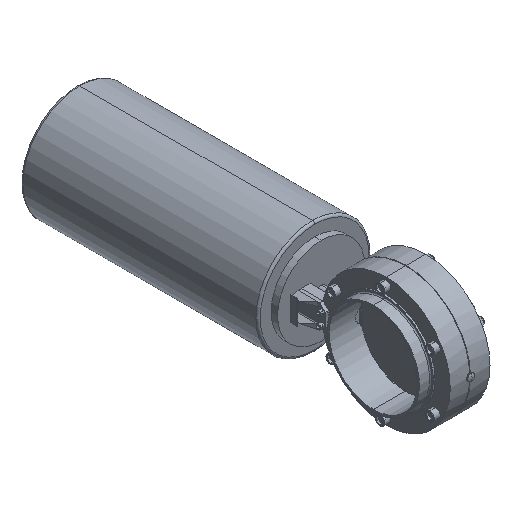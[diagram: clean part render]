
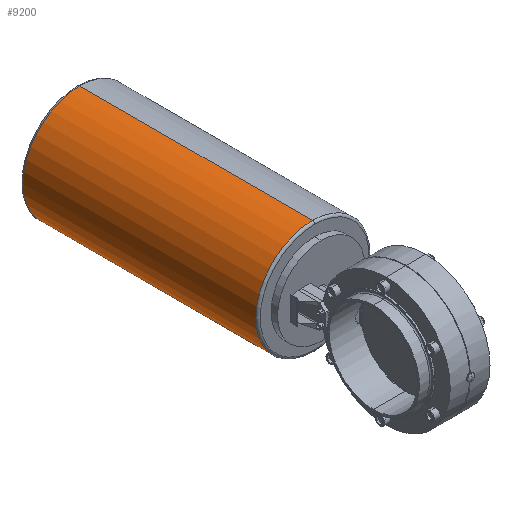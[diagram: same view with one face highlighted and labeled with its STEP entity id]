
A CAD part, isometric view. The second image highlights one B-rep face of the part: STEP entity #9200.
In plain terms, the highlighted cylindrical face has radius 52 mm (diameter 104 mm), a partial arc.
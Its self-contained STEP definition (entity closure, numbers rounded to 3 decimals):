
#69 = AXIS2_PLACEMENT_3D ( 'NONE', #7569, #3088, #8570 ) ;
#151 = DIRECTION ( 'NONE',  ( 0., -1., 0. ) ) ;
#328 = DIRECTION ( 'NONE',  ( 0., 0., 1. ) ) ;
#395 = EDGE_CURVE ( 'NONE', #4570, #4706, #9895, .T. ) ;
#420 = VERTEX_POINT ( 'NONE', #3971 ) ;
#989 = LINE ( 'NONE', #9206, #7864 ) ;
#1316 = ORIENTED_EDGE ( 'NONE', *, *, #5316, .T. ) ;
#1585 = CYLINDRICAL_SURFACE ( 'NONE', #4465, 52. ) ;
#1699 = FACE_OUTER_BOUND ( 'NONE', #8114, .T. ) ;
#2335 = CARTESIAN_POINT ( 'NONE',  ( 0., 299.85, 52. ) ) ;
#2577 = CARTESIAN_POINT ( 'NONE',  ( 0., 299.85, -52. ) ) ;
#2580 = ORIENTED_EDGE ( 'NONE', *, *, #8029, .F. ) ;
#2759 = ORIENTED_EDGE ( 'NONE', *, *, #395, .T. ) ;
#2935 = EDGE_CURVE ( 'NONE', #7101, #420, #6962, .T. ) ;
#3013 = LINE ( 'NONE', #5737, #7389 ) ;
#3088 = DIRECTION ( 'NONE',  ( 0., -1., 0. ) ) ;
#3246 = DIRECTION ( 'NONE',  ( 0., 1., 0. ) ) ;
#3971 = CARTESIAN_POINT ( 'NONE',  ( 0., 85.85, 52. ) ) ;
#4328 = DIRECTION ( 'NONE',  ( 0., -1., 0. ) ) ;
#4440 = CARTESIAN_POINT ( 'NONE',  ( 0., 301.85, 0. ) ) ;
#4465 = AXIS2_PLACEMENT_3D ( 'NONE', #4440, #4328, #6093 ) ;
#4570 = VERTEX_POINT ( 'NONE', #2335 ) ;
#4706 = VERTEX_POINT ( 'NONE', #2577 ) ;
#5316 = EDGE_CURVE ( 'NONE', #4706, #7101, #3013, .T. ) ;
#5460 = AXIS2_PLACEMENT_3D ( 'NONE', #11105, #3246, #328 ) ;
#5737 = CARTESIAN_POINT ( 'NONE',  ( 0., 301.85, -52. ) ) ;
#6093 = DIRECTION ( 'NONE',  ( 0., 0., -1. ) ) ;
#6962 = CIRCLE ( 'NONE', #5460, 52. ) ;
#7101 = VERTEX_POINT ( 'NONE', #7539 ) ;
#7389 = VECTOR ( 'NONE', #7501, 1000. ) ;
#7501 = DIRECTION ( 'NONE',  ( 0., -1., 0. ) ) ;
#7539 = CARTESIAN_POINT ( 'NONE',  ( 0., 85.85, -52. ) ) ;
#7569 = CARTESIAN_POINT ( 'NONE',  ( 0., 299.85, 0. ) ) ;
#7864 = VECTOR ( 'NONE', #151, 1000. ) ;
#8029 = EDGE_CURVE ( 'NONE', #4570, #420, #989, .T. ) ;
#8114 = EDGE_LOOP ( 'NONE', ( #2580, #2759, #1316, #9348 ) ) ;
#8570 = DIRECTION ( 'NONE',  ( 0., 0., 1. ) ) ;
#9200 = ADVANCED_FACE ( 'NONE', ( #1699 ), #1585, .T. ) ;
#9206 = CARTESIAN_POINT ( 'NONE',  ( 0., 301.85, 52. ) ) ;
#9348 = ORIENTED_EDGE ( 'NONE', *, *, #2935, .T. ) ;
#9895 = CIRCLE ( 'NONE', #69, 52. ) ;
#11105 = CARTESIAN_POINT ( 'NONE',  ( 0., 85.85, 0. ) ) ;
